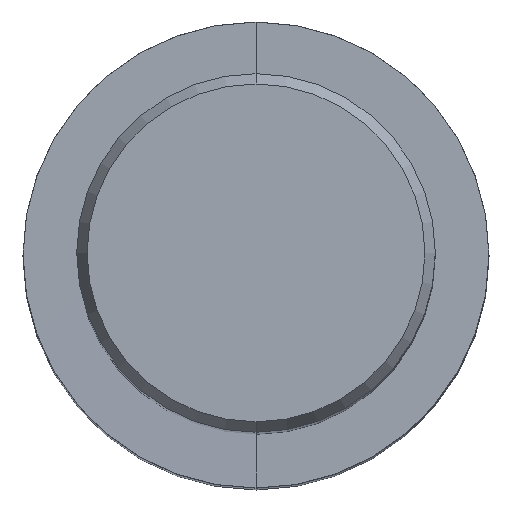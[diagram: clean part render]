
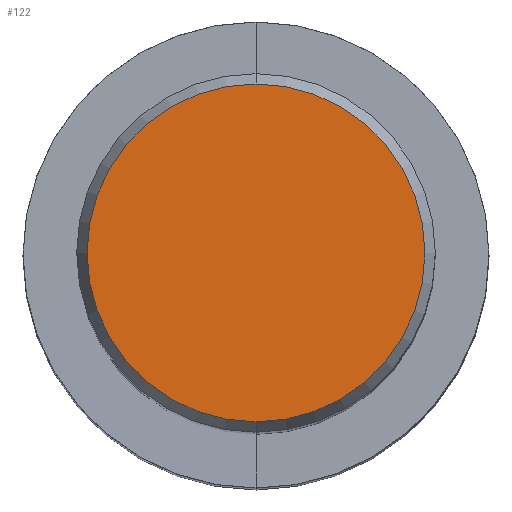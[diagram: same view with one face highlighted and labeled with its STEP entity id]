
A CAD part, top view. The second image highlights one B-rep face of the part: STEP entity #122.
In plain terms, the highlighted planar face has unit normal (0, 0, 1).
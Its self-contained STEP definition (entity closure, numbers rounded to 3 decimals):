
#122=ADVANCED_FACE('',(#301),#302,.T.);
#190=EDGE_CURVE('',#212,#236,#379,.T.);
#212=VERTEX_POINT('',#404);
#220=EDGE_CURVE('',#236,#212,#413,.T.);
#236=VERTEX_POINT('',#434);
#301=FACE_OUTER_BOUND('',#498,.T.);
#302=PLANE('',#499);
#379=CIRCLE('',#595,7.479);
#404=CARTESIAN_POINT('',(0.0,7.479,0.01));
#413=CIRCLE('',#639,7.479);
#434=CARTESIAN_POINT('',(0.,-7.479,0.01));
#498=EDGE_LOOP('',(#720,#721));
#499=AXIS2_PLACEMENT_3D('',#722,#723,#724);
#595=AXIS2_PLACEMENT_3D('',#822,#823,#824);
#639=AXIS2_PLACEMENT_3D('',#867,#868,#869);
#720=ORIENTED_EDGE('',*,*,#190,.F.);
#721=ORIENTED_EDGE('',*,*,#220,.F.);
#722=CARTESIAN_POINT('',(0.0,3.74,0.01));
#723=DIRECTION('',(-0.0,0.0,1.0));
#724=DIRECTION('',(0.0,-1.0,0.0));
#822=CARTESIAN_POINT('',(0.0,0.0,0.01));
#823=DIRECTION('',(0.0,0.0,-1.0));
#824=DIRECTION('',(0.0,1.0,0.0));
#867=CARTESIAN_POINT('',(0.0,0.0,0.01));
#868=DIRECTION('',(0.0,0.0,-1.0));
#869=DIRECTION('',(0.0,1.0,0.0));
